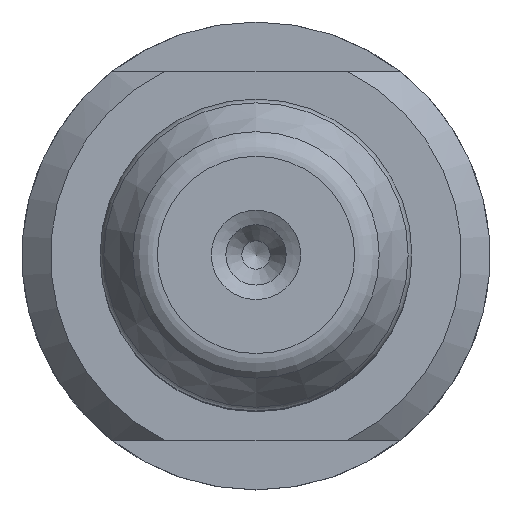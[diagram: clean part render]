
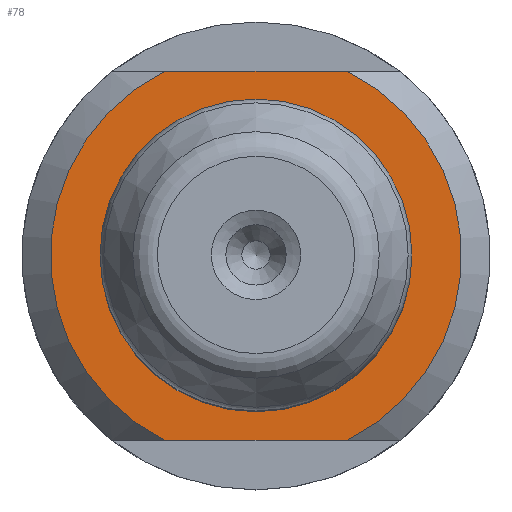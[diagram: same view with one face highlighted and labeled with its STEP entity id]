
A CAD part, top view. The second image highlights one B-rep face of the part: STEP entity #78.
In plain terms, the highlighted planar face has unit normal (0, 0, 1).
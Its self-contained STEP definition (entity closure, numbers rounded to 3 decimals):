
#40=PLANE('',#547);
#78=ADVANCED_FACE('',(#142,#143),#40,.T.);
#128=LINE('',#833,#136);
#129=LINE('',#834,#137);
#136=VECTOR('',#646,1.);
#137=VECTOR('',#647,1.);
#142=FACE_BOUND('',#212,.T.);
#143=FACE_BOUND('',#213,.T.);
#212=EDGE_LOOP('',(#297,#298,#299,#300));
#213=EDGE_LOOP('',(#301));
#297=ORIENTED_EDGE('',*,*,#441,.F.);
#298=ORIENTED_EDGE('',*,*,#438,.T.);
#299=ORIENTED_EDGE('',*,*,#442,.T.);
#300=ORIENTED_EDGE('',*,*,#436,.T.);
#301=ORIENTED_EDGE('',*,*,#443,.T.);
#389=VERTEX_POINT('',#813);
#390=VERTEX_POINT('',#815);
#391=VERTEX_POINT('',#822);
#392=VERTEX_POINT('',#823);
#393=VERTEX_POINT('',#836);
#436=EDGE_CURVE('',#390,#389,#481,.T.);
#438=EDGE_CURVE('',#391,#392,#482,.T.);
#441=EDGE_CURVE('',#391,#389,#128,.T.);
#442=EDGE_CURVE('',#392,#390,#129,.T.);
#443=EDGE_CURVE('',#393,#393,#483,.T.);
#481=CIRCLE('',#542,7.25);
#482=CIRCLE('',#544,7.25);
#483=CIRCLE('',#546,5.5);
#542=AXIS2_PLACEMENT_3D('',#814,#638,#639);
#544=AXIS2_PLACEMENT_3D('',#821,#642,#643);
#546=AXIS2_PLACEMENT_3D('',#835,#648,#649);
#547=AXIS2_PLACEMENT_3D('',#837,#650,#651);
#638=DIRECTION('',(0.,0.,1.));
#639=DIRECTION('',(0.,1.,0.));
#642=DIRECTION('',(0.,0.,1.));
#643=DIRECTION('',(0.,1.,0.));
#646=DIRECTION('',(-1.,0.,0.));
#647=DIRECTION('',(-1.,0.,0.));
#648=DIRECTION('',(0.,0.,-1.));
#649=DIRECTION('',(0.,1.,0.));
#650=DIRECTION('',(0.,0.,1.));
#651=DIRECTION('',(0.,1.,0.));
#813=CARTESIAN_POINT('',(-3.211,-6.5,5.));
#814=CARTESIAN_POINT('',(0.,0.,5.));
#815=CARTESIAN_POINT('',(-3.211,6.5,5.));
#821=CARTESIAN_POINT('',(0.,0.,5.));
#822=CARTESIAN_POINT('',(3.211,-6.5,5.));
#823=CARTESIAN_POINT('',(3.211,6.5,5.));
#833=CARTESIAN_POINT('',(9.075,-6.5,5.));
#834=CARTESIAN_POINT('',(9.075,6.5,5.));
#835=CARTESIAN_POINT('',(0.,0.,5.));
#836=CARTESIAN_POINT('',(0.,5.5,5.));
#837=CARTESIAN_POINT('',(0.,-3.5,5.));
